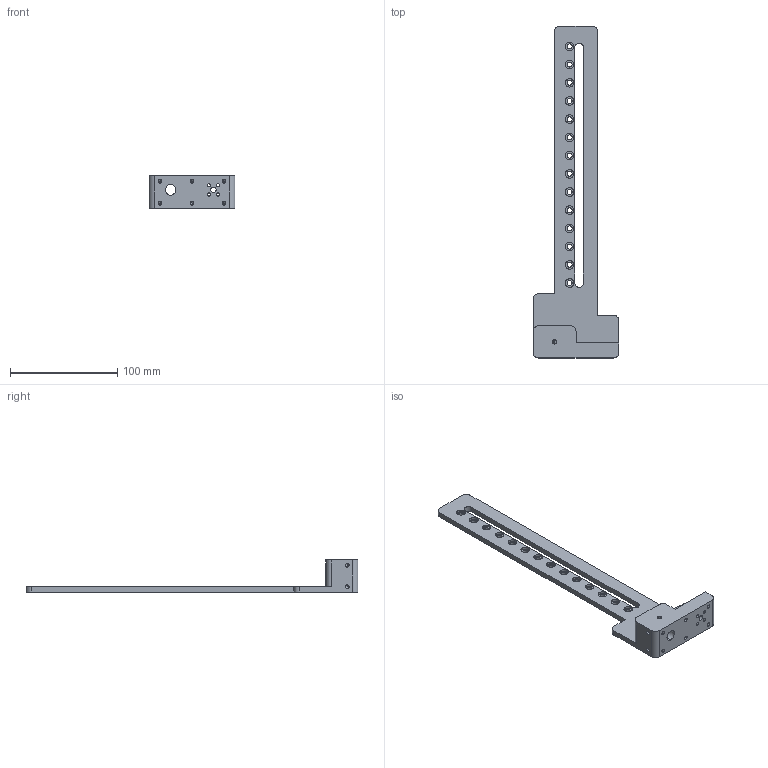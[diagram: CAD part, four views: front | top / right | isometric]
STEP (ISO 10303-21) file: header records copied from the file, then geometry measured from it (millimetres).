
FILE_DESCRIPTION (( 'STEP AP203' ), '1' );
FILE_NAME ('嫖び抻芛盓殤 籵謂.STEP', '2025-11-11T01:01:59', ( '' ), ( '' ), 'SwSTEP 2.0', 'SolidWorks 2024', '' );
FILE_SCHEMA (( 'CONFIG_CONTROL_DESIGN' ));
Length unit declared in the file: millimetre
Products named in the file (1): 光谱探头支架 通孔
Bounding box: 80 x 310 x 30 mm (x, y, z)
Volume: 100497.4 mm3; surface area: 39658.6 mm2
Topology: 1 solids, 1 shells, 152 faces, 389 edges, 242 vertices
Faces by surface type: cylinder 100, plane 30, cone 22
Entity records: 4750 total; most frequent: DIRECTION 871, CARTESIAN_POINT 820, ORIENTED_EDGE 738, EDGE_CURVE 369, AXIS2_PLACEMENT_3D 353, VERTEX_POINT 242, EDGE_LOOP 219, CIRCLE 200
